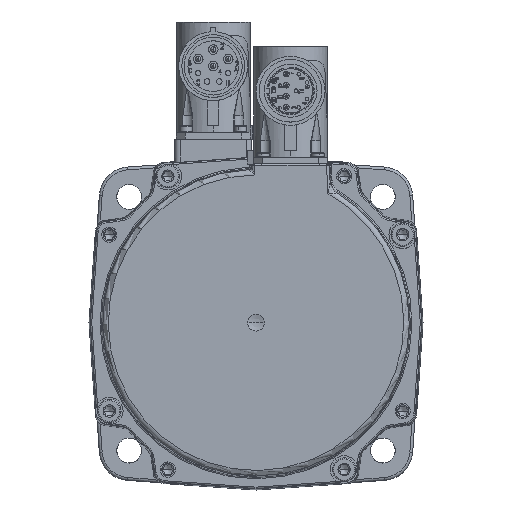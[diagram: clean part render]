
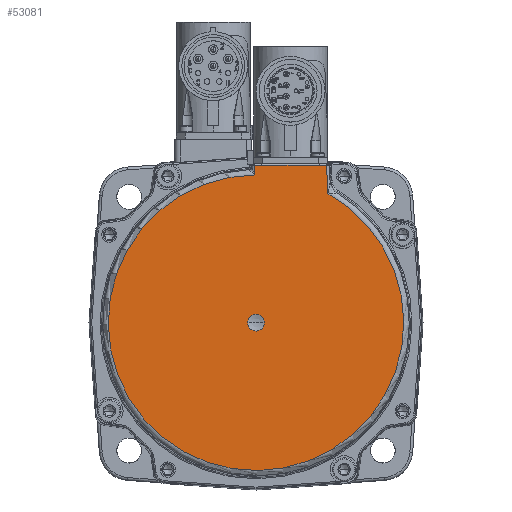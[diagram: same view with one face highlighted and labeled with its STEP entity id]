
A CAD part, top view. The second image highlights one B-rep face of the part: STEP entity #53081.
In plain terms, the highlighted planar face has unit normal (0, 0, 1).
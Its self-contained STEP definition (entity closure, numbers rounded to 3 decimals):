
#6032=DIRECTION('',(1.,0.,0.));
#6033=VECTOR('',#6032,26.042);
#6034=CARTESIAN_POINT('',(-0.509,57.,68.2));
#6035=LINE('',#6034,#6033);
#6061=CARTESIAN_POINT('',(25.534,57.,68.2));
#6294=DIRECTION('',(0.,-1.,0.));
#6295=VECTOR('',#6294,3.468);
#6296=CARTESIAN_POINT('',(-0.509,57.,68.2));
#6297=LINE('',#6296,#6295);
#6352=CARTESIAN_POINT('',(0.,0.,68.2));
#6353=DIRECTION('',(0.,0.,-1.));
#6354=DIRECTION('',(0.487,0.873,0.));
#6355=AXIS2_PLACEMENT_3D('',#6352,#6353,#6354);
#6381=CARTESIAN_POINT('',(0.,0.,68.2));
#6382=DIRECTION('',(0.,0.,-1.));
#6383=DIRECTION('',(1.,0.,0.));
#6384=AXIS2_PLACEMENT_3D('',#6381,#6382,#6383);
#6386=CARTESIAN_POINT('',(0.,0.,68.2));
#6387=DIRECTION('',(0.,0.,-1.));
#6388=DIRECTION('',(-1.,0.,0.));
#6389=AXIS2_PLACEMENT_3D('',#6386,#6387,#6388);
#6391=DIRECTION('',(-0.052,0.999,0.));
#6392=VECTOR('',#6391,10.256);
#6393=CARTESIAN_POINT('',(26.07,46.758,68.2));
#6394=LINE('',#6393,#6392);
#41276=CARTESIAN_POINT('',(3.,0.,68.2));
#41277=CARTESIAN_POINT('',(-3.,0.,68.2));
#41278=VERTEX_POINT('',#41276);
#41279=VERTEX_POINT('',#41277);
#41630=CARTESIAN_POINT('',(26.07,46.758,68.2));
#41631=CARTESIAN_POINT('',(-0.509,53.532,68.2));
#41632=VERTEX_POINT('',#41630);
#41633=VERTEX_POINT('',#41631);
#41636=VERTEX_POINT('',#6061);
#41640=CARTESIAN_POINT('',(-0.509,57.,68.2));
#41641=VERTEX_POINT('',#41640);
#53063=CARTESIAN_POINT('',(0.,0.,68.2));
#53064=DIRECTION('',(0.,0.,1.));
#53065=DIRECTION('',(-1.,0.,0.));
#53066=AXIS2_PLACEMENT_3D('',#53063,#53064,#53065);
#53067=PLANE('',#53066);
#53068=ORIENTED_EDGE('',*,*,#53022,.T.);
#53069=ORIENTED_EDGE('',*,*,#52947,.F.);
#53070=ORIENTED_EDGE('',*,*,#52533,.T.);
#53072=ORIENTED_EDGE('',*,*,#53071,.F.);
#53073=EDGE_LOOP('',(#53068,#53069,#53070,#53072));
#53074=FACE_OUTER_BOUND('',#53073,.F.);
#53076=ORIENTED_EDGE('',*,*,#53075,.F.);
#53078=ORIENTED_EDGE('',*,*,#53077,.F.);
#53079=EDGE_LOOP('',(#53076,#53078));
#53080=FACE_BOUND('',#53079,.F.);
#53081=ADVANCED_FACE('',(#53074,#53080),#53067,.T.);
#6356=CIRCLE('',#6355,53.535);
#6385=CIRCLE('',#6384,3.);
#6390=CIRCLE('',#6389,3.);
#52533=EDGE_CURVE('',#41641,#41636,#6035,.T.);
#52947=EDGE_CURVE('',#41641,#41633,#6297,.T.);
#53022=EDGE_CURVE('',#41632,#41633,#6356,.T.);
#53071=EDGE_CURVE('',#41632,#41636,#6394,.T.);
#53075=EDGE_CURVE('',#41278,#41279,#6385,.T.);
#53077=EDGE_CURVE('',#41279,#41278,#6390,.T.);
